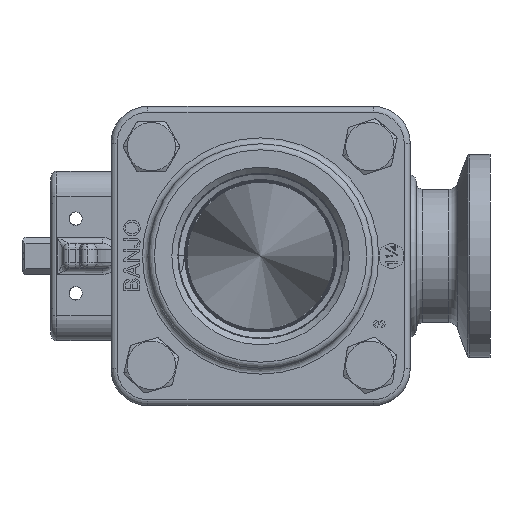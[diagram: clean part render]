
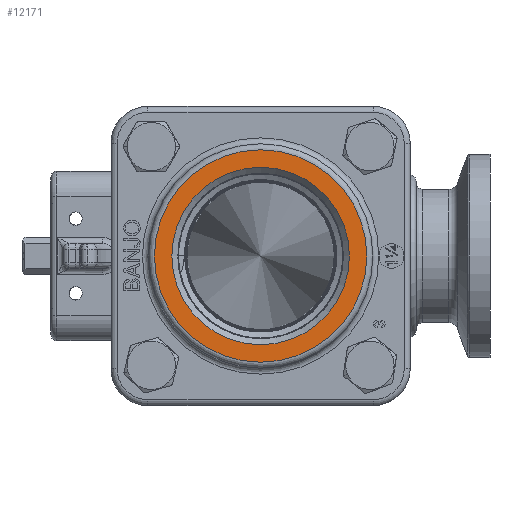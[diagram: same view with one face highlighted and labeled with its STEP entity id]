
A CAD part, left-side view. The second image highlights one B-rep face of the part: STEP entity #12171.
In plain terms, the highlighted face is planar.
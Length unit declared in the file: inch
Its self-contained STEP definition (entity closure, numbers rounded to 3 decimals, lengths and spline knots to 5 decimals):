
#861=FACE_BOUND('',#4338,.T.);
#1121=PLANE('',#13647);
#3541=FACE_OUTER_BOUND('',#4337,.T.);
#4337=EDGE_LOOP('',(#11082,#11083));
#4338=EDGE_LOOP('',(#11084,#11085));
#4916=CIRCLE('',#13645,1.065);
#4917=CIRCLE('',#13646,1.065);
#4918=CIRCLE('',#13648,0.89);
#4919=CIRCLE('',#13649,0.89);
#6027=VERTEX_POINT('',#26142);
#6028=VERTEX_POINT('',#26144);
#6029=VERTEX_POINT('',#26148);
#6030=VERTEX_POINT('',#26149);
#7746=EDGE_CURVE('',#6027,#6028,#4916,.T.);
#7747=EDGE_CURVE('',#6028,#6027,#4917,.T.);
#7748=EDGE_CURVE('',#6029,#6030,#4918,.T.);
#7749=EDGE_CURVE('',#6030,#6029,#4919,.T.);
#11082=ORIENTED_EDGE('',*,*,#7747,.F.);
#11083=ORIENTED_EDGE('',*,*,#7746,.F.);
#11084=ORIENTED_EDGE('',*,*,#7748,.T.);
#11085=ORIENTED_EDGE('',*,*,#7749,.T.);
#12171=ADVANCED_FACE('',(#3541,#861),#1121,.T.);
#13645=AXIS2_PLACEMENT_3D('',#26145,#16848,#16849);
#13646=AXIS2_PLACEMENT_3D('',#26146,#16850,#16851);
#13647=AXIS2_PLACEMENT_3D('',#26147,#16852,#16853);
#13648=AXIS2_PLACEMENT_3D('',#26150,#16854,#16855);
#13649=AXIS2_PLACEMENT_3D('',#26151,#16856,#16857);
#16848=DIRECTION('center_axis',(0.,0.,-1.));
#16849=DIRECTION('ref_axis',(0.,-1.,0.));
#16850=DIRECTION('center_axis',(0.,0.,-1.));
#16851=DIRECTION('ref_axis',(0.,-1.,0.));
#16852=DIRECTION('center_axis',(0.,0.,1.));
#16853=DIRECTION('ref_axis',(1.,0.,0.));
#16854=DIRECTION('center_axis',(0.,0.,-1.));
#16855=DIRECTION('ref_axis',(1.,0.,0.));
#16856=DIRECTION('center_axis',(0.,0.,-1.));
#16857=DIRECTION('ref_axis',(1.,0.,0.));
#26142=CARTESIAN_POINT('',(1.065,0.,1.18));
#26144=CARTESIAN_POINT('',(0.,1.065,1.18));
#26145=CARTESIAN_POINT('Origin',(0.,0.,1.18));
#26146=CARTESIAN_POINT('Origin',(0.,0.,1.18));
#26147=CARTESIAN_POINT('Origin',(0.,1.125,1.18));
#26148=CARTESIAN_POINT('',(0.,0.89,1.18));
#26149=CARTESIAN_POINT('',(0.,-0.89,1.18));
#26150=CARTESIAN_POINT('Origin',(0.,0.,1.18));
#26151=CARTESIAN_POINT('Origin',(0.,0.,1.18));
